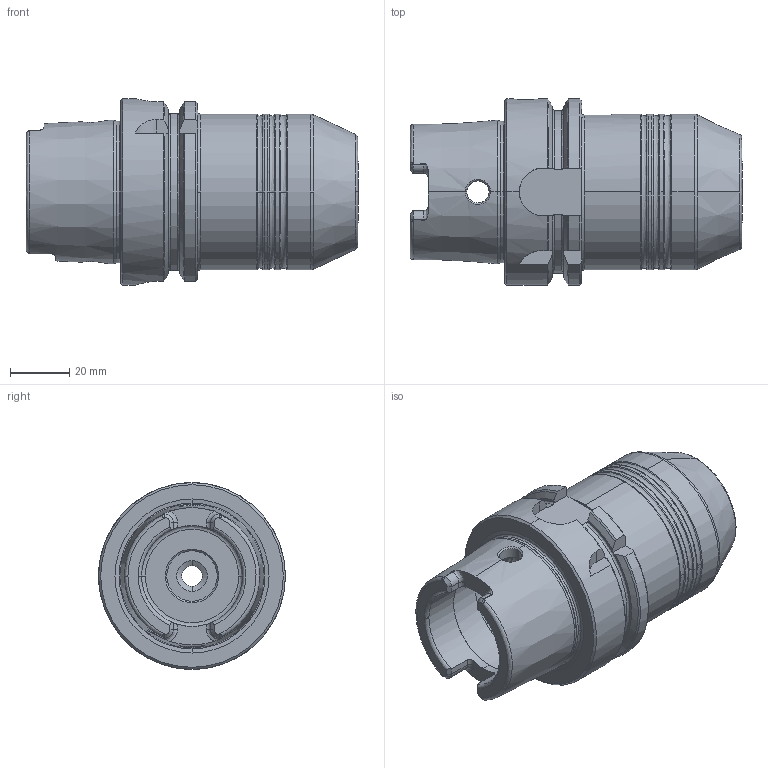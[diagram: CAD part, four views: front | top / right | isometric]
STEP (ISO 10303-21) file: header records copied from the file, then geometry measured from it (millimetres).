
FILE_DESCRIPTION (( 'STEP AP214' ), '1' );
FILE_NAME ('J-HT-HSK63-20.STEP', '2018-03-12T10:30:48', ( '' ), ( '' ), 'SwSTEP 2.0', 'SolidWorks 2017', '' );
FILE_SCHEMA (( 'AUTOMOTIVE_DESIGN' ));
Length unit declared in the file: millimetre
Products named in the file (1): J-HT-HSK63-20
Bounding box: 111.9 x 62.94 x 62.94 mm (x, y, z)
Volume: 168706.7 mm3; surface area: 39503.1 mm2
Topology: 1 solids, 2 shells, 231 faces, 609 edges, 385 vertices
Faces by surface type: cylinder 71, plane 62, bspline 57, cone 41
Entity records: 10120 total; most frequent: CARTESIAN_POINT 4722, ORIENTED_EDGE 1214, DIRECTION 1049, EDGE_CURVE 607, AXIS2_PLACEMENT_3D 434, VERTEX_POINT 385, CIRCLE 259, EDGE_LOOP 244
